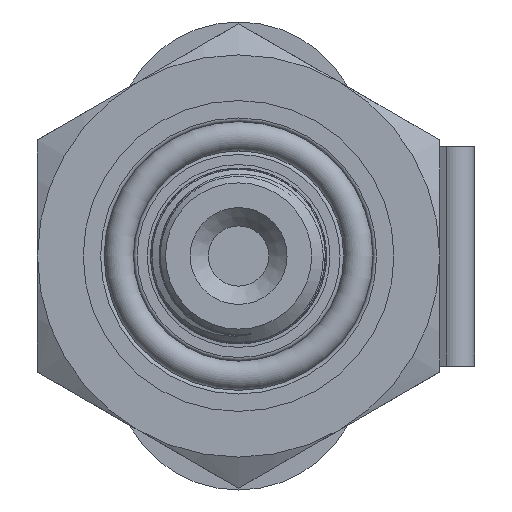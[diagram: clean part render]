
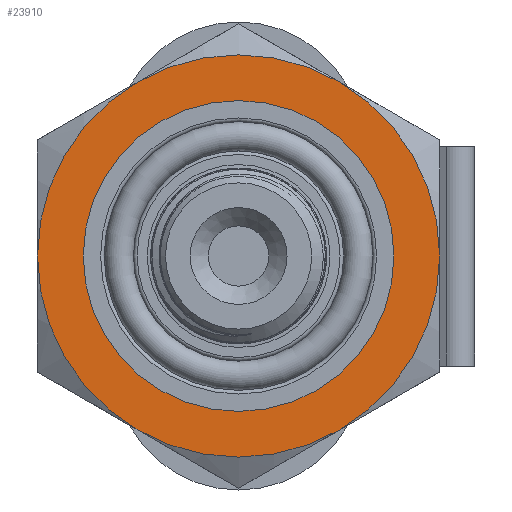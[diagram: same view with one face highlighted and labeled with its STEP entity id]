
A CAD part, left-side view. The second image highlights one B-rep face of the part: STEP entity #23910.
In plain terms, the highlighted planar face has unit normal (-1, 0, 0).
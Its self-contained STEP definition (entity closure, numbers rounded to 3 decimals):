
#517=PLANE('',#25129);
#1201=FACE_BOUND('',#3089,.T.);
#1688=FACE_OUTER_BOUND('',#3088,.T.);
#3088=EDGE_LOOP('',(#17724,#17725,#17726,#17727,#17728,#17729));
#3089=EDGE_LOOP('',(#17730));
#4249=CIRCLE('',#25094,11.);
#4250=CIRCLE('',#25096,11.);
#4251=CIRCLE('',#25098,11.);
#4252=CIRCLE('',#25100,11.);
#4253=CIRCLE('',#25102,11.);
#4254=CIRCLE('',#25104,11.);
#4263=CIRCLE('',#25128,8.5);
#10491=VERTEX_POINT('',#41234);
#10492=VERTEX_POINT('',#41238);
#10494=VERTEX_POINT('',#41245);
#10496=VERTEX_POINT('',#41255);
#10498=VERTEX_POINT('',#41268);
#10500=VERTEX_POINT('',#41278);
#10516=VERTEX_POINT('',#43770);
#13152=EDGE_CURVE('',#10491,#10492,#4249,.T.);
#13155=EDGE_CURVE('',#10494,#10491,#4250,.T.);
#13158=EDGE_CURVE('',#10496,#10494,#4251,.T.);
#13160=EDGE_CURVE('',#10498,#10496,#4252,.T.);
#13163=EDGE_CURVE('',#10500,#10498,#4253,.T.);
#13166=EDGE_CURVE('',#10492,#10500,#4254,.T.);
#13201=EDGE_CURVE('',#10516,#10516,#4263,.T.);
#17724=ORIENTED_EDGE('',*,*,#13166,.T.);
#17725=ORIENTED_EDGE('',*,*,#13163,.T.);
#17726=ORIENTED_EDGE('',*,*,#13160,.T.);
#17727=ORIENTED_EDGE('',*,*,#13158,.T.);
#17728=ORIENTED_EDGE('',*,*,#13155,.T.);
#17729=ORIENTED_EDGE('',*,*,#13152,.T.);
#17730=ORIENTED_EDGE('',*,*,#13201,.T.);
#23910=ADVANCED_FACE('',(#1688,#1201),#517,.T.);
#25094=AXIS2_PLACEMENT_3D('',#41242,#27290,#27291);
#25096=AXIS2_PLACEMENT_3D('',#41252,#27294,#27295);
#25098=AXIS2_PLACEMENT_3D('',#41262,#27298,#27299);
#25100=AXIS2_PLACEMENT_3D('',#41269,#27302,#27303);
#25102=AXIS2_PLACEMENT_3D('',#41279,#27306,#27307);
#25104=AXIS2_PLACEMENT_3D('',#41288,#27310,#27311);
#25128=AXIS2_PLACEMENT_3D('',#43771,#27364,#27365);
#25129=AXIS2_PLACEMENT_3D('',#43773,#27367,#27368);
#27290=DIRECTION('center_axis',(-1.,0.,0.));
#27291=DIRECTION('ref_axis',(0.,1.,0.));
#27294=DIRECTION('center_axis',(-1.,0.,0.));
#27295=DIRECTION('ref_axis',(0.,1.,0.));
#27298=DIRECTION('center_axis',(-1.,0.,0.));
#27299=DIRECTION('ref_axis',(0.,1.,0.));
#27302=DIRECTION('center_axis',(-1.,0.,0.));
#27303=DIRECTION('ref_axis',(0.,1.,0.));
#27306=DIRECTION('center_axis',(-1.,0.,0.));
#27307=DIRECTION('ref_axis',(0.,1.,0.));
#27310=DIRECTION('center_axis',(-1.,0.,0.));
#27311=DIRECTION('ref_axis',(0.,1.,0.));
#27364=DIRECTION('center_axis',(1.,0.,0.));
#27365=DIRECTION('ref_axis',(0.,0.,-1.));
#27367=DIRECTION('center_axis',(-1.,0.,0.));
#27368=DIRECTION('ref_axis',(0.,0.,1.));
#41234=CARTESIAN_POINT('',(-29.7,-11.,0.));
#41238=CARTESIAN_POINT('',(-29.7,-5.5,9.526));
#41242=CARTESIAN_POINT('Origin',(-29.7,0.,
0.));
#41245=CARTESIAN_POINT('',(-29.7,-5.5,-9.526));
#41252=CARTESIAN_POINT('Origin',(-29.7,0.,
0.));
#41255=CARTESIAN_POINT('',(-29.7,5.5,-9.526));
#41262=CARTESIAN_POINT('Origin',(-29.7,0.,
0.));
#41268=CARTESIAN_POINT('',(-29.7,11.,0.));
#41269=CARTESIAN_POINT('Origin',(-29.7,0.,
0.));
#41278=CARTESIAN_POINT('',(-29.7,5.5,9.526));
#41279=CARTESIAN_POINT('Origin',(-29.7,0.,
0.));
#41288=CARTESIAN_POINT('Origin',(-29.7,0.,
0.));
#43770=CARTESIAN_POINT('',(-29.7,-8.5,0.));
#43771=CARTESIAN_POINT('Origin',(-29.7,0.,
0.));
#43773=CARTESIAN_POINT('Origin',(-29.7,11.,0.));
